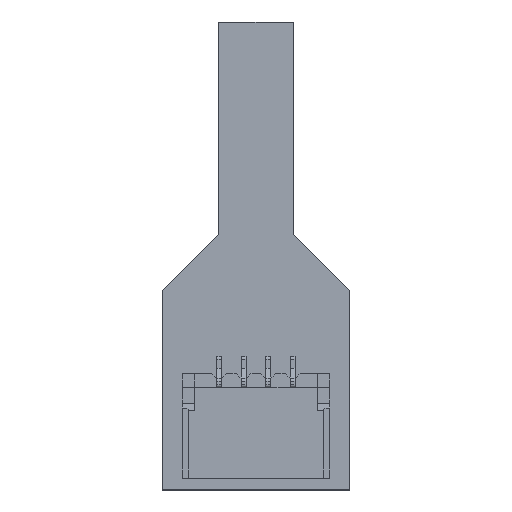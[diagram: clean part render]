
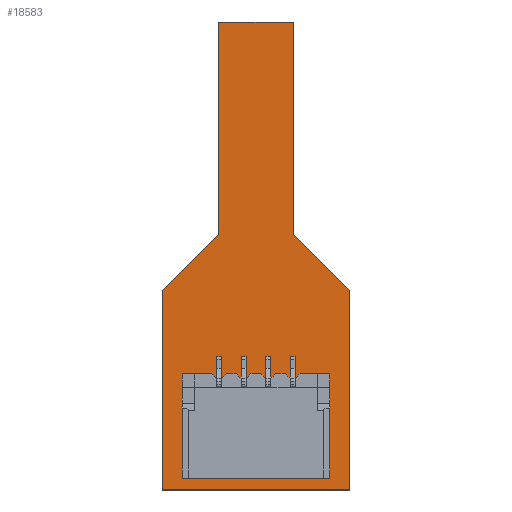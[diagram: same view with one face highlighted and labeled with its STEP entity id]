
A CAD part, top view. The second image highlights one B-rep face of the part: STEP entity #18583.
In plain terms, the highlighted planar face has unit normal (0, 0, 1).
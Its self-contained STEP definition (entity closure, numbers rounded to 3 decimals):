
#17961 = VERTEX_POINT('',#17962);
#17962 = CARTESIAN_POINT('',(114.76,-75.372,1.1));
#17969 = PLANE('',#17970);
#17970 = AXIS2_PLACEMENT_3D('',#17971,#17972,#17973);
#17971 = CARTESIAN_POINT('',(114.76,-75.372,0.));
#17972 = DIRECTION('',(-0.707,-0.707,0.));
#17973 = DIRECTION('',(-0.707,0.707,0.));
#17981 = PLANE('',#17982);
#17982 = AXIS2_PLACEMENT_3D('',#17983,#17984,#17985);
#17983 = CARTESIAN_POINT('',(114.76,-83.5,0.));
#17984 = DIRECTION('',(-1.,0.,0.));
#17985 = DIRECTION('',(0.,1.,0.));
#17993 = EDGE_CURVE('',#17961,#17994,#17996,.T.);
#17994 = VERTEX_POINT('',#17995);
#17995 = CARTESIAN_POINT('',(112.474,-73.086,1.1));
#17996 = SURFACE_CURVE('',#17997,(#18001,#18008),.PCURVE_S1.);
#17997 = LINE('',#17998,#17999);
#17998 = CARTESIAN_POINT('',(114.76,-75.372,1.1));
#17999 = VECTOR('',#18000,1.);
#18000 = DIRECTION('',(-0.707,0.707,0.));
#18001 = PCURVE('',#17969,#18002);
#18002 = DEFINITIONAL_REPRESENTATION('',(#18003),#18007);
#18003 = LINE('',#18004,#18005);
#18004 = CARTESIAN_POINT('',(0.,-1.1));
#18005 = VECTOR('',#18006,1.);
#18006 = DIRECTION('',(1.,0.));
#18007 = ( GEOMETRIC_REPRESENTATION_CONTEXT(2) 
PARAMETRIC_REPRESENTATION_CONTEXT() REPRESENTATION_CONTEXT('2D SPACE',''
  ) );
#18008 = PCURVE('',#18009,#18014);
#18009 = PLANE('',#18010);
#18010 = AXIS2_PLACEMENT_3D('',#18011,#18012,#18013);
#18011 = CARTESIAN_POINT('',(110.95,-74.844,1.1));
#18012 = DIRECTION('',(0.,0.,1.));
#18013 = DIRECTION('',(1.,0.,-0.));
#18014 = DEFINITIONAL_REPRESENTATION('',(#18015),#18019);
#18015 = LINE('',#18016,#18017);
#18016 = CARTESIAN_POINT('',(3.81,-0.528));
#18017 = VECTOR('',#18018,1.);
#18018 = DIRECTION('',(-0.707,0.707));
#18019 = ( GEOMETRIC_REPRESENTATION_CONTEXT(2) 
PARAMETRIC_REPRESENTATION_CONTEXT() REPRESENTATION_CONTEXT('2D SPACE',''
  ) );
#18037 = PLANE('',#18038);
#18038 = AXIS2_PLACEMENT_3D('',#18039,#18040,#18041);
#18039 = CARTESIAN_POINT('',(112.474,-73.086,0.));
#18040 = DIRECTION('',(-1.,0.,0.));
#18041 = DIRECTION('',(0.,1.,0.));
#18079 = EDGE_CURVE('',#17994,#18080,#18082,.T.);
#18080 = VERTEX_POINT('',#18081);
#18081 = CARTESIAN_POINT('',(112.474,-64.45,1.1));
#18082 = SURFACE_CURVE('',#18083,(#18087,#18094),.PCURVE_S1.);
#18083 = LINE('',#18084,#18085);
#18084 = CARTESIAN_POINT('',(112.474,-73.086,1.1));
#18085 = VECTOR('',#18086,1.);
#18086 = DIRECTION('',(0.,1.,0.));
#18087 = PCURVE('',#18037,#18088);
#18088 = DEFINITIONAL_REPRESENTATION('',(#18089),#18093);
#18089 = LINE('',#18090,#18091);
#18090 = CARTESIAN_POINT('',(0.,-1.1));
#18091 = VECTOR('',#18092,1.);
#18092 = DIRECTION('',(1.,0.));
#18093 = ( GEOMETRIC_REPRESENTATION_CONTEXT(2) 
PARAMETRIC_REPRESENTATION_CONTEXT() REPRESENTATION_CONTEXT('2D SPACE',''
  ) );
#18094 = PCURVE('',#18009,#18095);
#18095 = DEFINITIONAL_REPRESENTATION('',(#18096),#18100);
#18096 = LINE('',#18097,#18098);
#18097 = CARTESIAN_POINT('',(1.524,1.758));
#18098 = VECTOR('',#18099,1.);
#18099 = DIRECTION('',(0.,1.));
#18100 = ( GEOMETRIC_REPRESENTATION_CONTEXT(2) 
PARAMETRIC_REPRESENTATION_CONTEXT() REPRESENTATION_CONTEXT('2D SPACE',''
  ) );
#18118 = PLANE('',#18119);
#18119 = AXIS2_PLACEMENT_3D('',#18120,#18121,#18122);
#18120 = CARTESIAN_POINT('',(112.474,-64.45,0.));
#18121 = DIRECTION('',(0.,-1.,0.));
#18122 = DIRECTION('',(-1.,0.,0.));
#18155 = EDGE_CURVE('',#18080,#18156,#18158,.T.);
#18156 = VERTEX_POINT('',#18157);
#18157 = CARTESIAN_POINT('',(109.426,-64.45,1.1));
#18158 = SURFACE_CURVE('',#18159,(#18163,#18170),.PCURVE_S1.);
#18159 = LINE('',#18160,#18161);
#18160 = CARTESIAN_POINT('',(112.474,-64.45,1.1));
#18161 = VECTOR('',#18162,1.);
#18162 = DIRECTION('',(-1.,0.,0.));
#18163 = PCURVE('',#18118,#18164);
#18164 = DEFINITIONAL_REPRESENTATION('',(#18165),#18169);
#18165 = LINE('',#18166,#18167);
#18166 = CARTESIAN_POINT('',(0.,-1.1));
#18167 = VECTOR('',#18168,1.);
#18168 = DIRECTION('',(1.,0.));
#18169 = ( GEOMETRIC_REPRESENTATION_CONTEXT(2) 
PARAMETRIC_REPRESENTATION_CONTEXT() REPRESENTATION_CONTEXT('2D SPACE',''
  ) );
#18170 = PCURVE('',#18009,#18171);
#18171 = DEFINITIONAL_REPRESENTATION('',(#18172),#18176);
#18172 = LINE('',#18173,#18174);
#18173 = CARTESIAN_POINT('',(1.524,10.394));
#18174 = VECTOR('',#18175,1.);
#18175 = DIRECTION('',(-1.,0.));
#18176 = ( GEOMETRIC_REPRESENTATION_CONTEXT(2) 
PARAMETRIC_REPRESENTATION_CONTEXT() REPRESENTATION_CONTEXT('2D SPACE',''
  ) );
#18194 = PLANE('',#18195);
#18195 = AXIS2_PLACEMENT_3D('',#18196,#18197,#18198);
#18196 = CARTESIAN_POINT('',(109.426,-64.45,0.));
#18197 = DIRECTION('',(1.,0.,-0.));
#18198 = DIRECTION('',(0.,-1.,0.));
#18231 = EDGE_CURVE('',#18156,#18232,#18234,.T.);
#18232 = VERTEX_POINT('',#18233);
#18233 = CARTESIAN_POINT('',(109.426,-73.086,1.1));
#18234 = SURFACE_CURVE('',#18235,(#18239,#18246),.PCURVE_S1.);
#18235 = LINE('',#18236,#18237);
#18236 = CARTESIAN_POINT('',(109.426,-64.45,1.1));
#18237 = VECTOR('',#18238,1.);
#18238 = DIRECTION('',(0.,-1.,0.));
#18239 = PCURVE('',#18194,#18240);
#18240 = DEFINITIONAL_REPRESENTATION('',(#18241),#18245);
#18241 = LINE('',#18242,#18243);
#18242 = CARTESIAN_POINT('',(0.,-1.1));
#18243 = VECTOR('',#18244,1.);
#18244 = DIRECTION('',(1.,0.));
#18245 = ( GEOMETRIC_REPRESENTATION_CONTEXT(2) 
PARAMETRIC_REPRESENTATION_CONTEXT() REPRESENTATION_CONTEXT('2D SPACE',''
  ) );
#18246 = PCURVE('',#18009,#18247);
#18247 = DEFINITIONAL_REPRESENTATION('',(#18248),#18252);
#18248 = LINE('',#18249,#18250);
#18249 = CARTESIAN_POINT('',(-1.524,10.394));
#18250 = VECTOR('',#18251,1.);
#18251 = DIRECTION('',(0.,-1.));
#18252 = ( GEOMETRIC_REPRESENTATION_CONTEXT(2) 
PARAMETRIC_REPRESENTATION_CONTEXT() REPRESENTATION_CONTEXT('2D SPACE',''
  ) );
#18270 = PLANE('',#18271);
#18271 = AXIS2_PLACEMENT_3D('',#18272,#18273,#18274);
#18272 = CARTESIAN_POINT('',(109.426,-73.086,0.));
#18273 = DIRECTION('',(0.707,-0.707,0.));
#18274 = DIRECTION('',(-0.707,-0.707,0.));
#18307 = EDGE_CURVE('',#18232,#18308,#18310,.T.);
#18308 = VERTEX_POINT('',#18309);
#18309 = CARTESIAN_POINT('',(107.14,-75.372,1.1));
#18310 = SURFACE_CURVE('',#18311,(#18315,#18322),.PCURVE_S1.);
#18311 = LINE('',#18312,#18313);
#18312 = CARTESIAN_POINT('',(109.426,-73.086,1.1));
#18313 = VECTOR('',#18314,1.);
#18314 = DIRECTION('',(-0.707,-0.707,0.));
#18315 = PCURVE('',#18270,#18316);
#18316 = DEFINITIONAL_REPRESENTATION('',(#18317),#18321);
#18317 = LINE('',#18318,#18319);
#18318 = CARTESIAN_POINT('',(0.,-1.1));
#18319 = VECTOR('',#18320,1.);
#18320 = DIRECTION('',(1.,0.));
#18321 = ( GEOMETRIC_REPRESENTATION_CONTEXT(2) 
PARAMETRIC_REPRESENTATION_CONTEXT() REPRESENTATION_CONTEXT('2D SPACE',''
  ) );
#18322 = PCURVE('',#18009,#18323);
#18323 = DEFINITIONAL_REPRESENTATION('',(#18324),#18328);
#18324 = LINE('',#18325,#18326);
#18325 = CARTESIAN_POINT('',(-1.524,1.758));
#18326 = VECTOR('',#18327,1.);
#18327 = DIRECTION('',(-0.707,-0.707));
#18328 = ( GEOMETRIC_REPRESENTATION_CONTEXT(2) 
PARAMETRIC_REPRESENTATION_CONTEXT() REPRESENTATION_CONTEXT('2D SPACE',''
  ) );
#18346 = PLANE('',#18347);
#18347 = AXIS2_PLACEMENT_3D('',#18348,#18349,#18350);
#18348 = CARTESIAN_POINT('',(107.14,-75.372,0.));
#18349 = DIRECTION('',(1.,0.,-0.));
#18350 = DIRECTION('',(0.,-1.,0.));
#18383 = EDGE_CURVE('',#18308,#18384,#18386,.T.);
#18384 = VERTEX_POINT('',#18385);
#18385 = CARTESIAN_POINT('',(107.14,-83.5,1.1));
#18386 = SURFACE_CURVE('',#18387,(#18391,#18398),.PCURVE_S1.);
#18387 = LINE('',#18388,#18389);
#18388 = CARTESIAN_POINT('',(107.14,-75.372,1.1));
#18389 = VECTOR('',#18390,1.);
#18390 = DIRECTION('',(0.,-1.,0.));
#18391 = PCURVE('',#18346,#18392);
#18392 = DEFINITIONAL_REPRESENTATION('',(#18393),#18397);
#18393 = LINE('',#18394,#18395);
#18394 = CARTESIAN_POINT('',(0.,-1.1));
#18395 = VECTOR('',#18396,1.);
#18396 = DIRECTION('',(1.,0.));
#18397 = ( GEOMETRIC_REPRESENTATION_CONTEXT(2) 
PARAMETRIC_REPRESENTATION_CONTEXT() REPRESENTATION_CONTEXT('2D SPACE',''
  ) );
#18398 = PCURVE('',#18009,#18399);
#18399 = DEFINITIONAL_REPRESENTATION('',(#18400),#18404);
#18400 = LINE('',#18401,#18402);
#18401 = CARTESIAN_POINT('',(-3.81,-0.528));
#18402 = VECTOR('',#18403,1.);
#18403 = DIRECTION('',(0.,-1.));
#18404 = ( GEOMETRIC_REPRESENTATION_CONTEXT(2) 
PARAMETRIC_REPRESENTATION_CONTEXT() REPRESENTATION_CONTEXT('2D SPACE',''
  ) );
#18422 = PLANE('',#18423);
#18423 = AXIS2_PLACEMENT_3D('',#18424,#18425,#18426);
#18424 = CARTESIAN_POINT('',(107.14,-83.5,0.));
#18425 = DIRECTION('',(0.,1.,0.));
#18426 = DIRECTION('',(1.,0.,0.));
#18459 = EDGE_CURVE('',#18384,#18460,#18462,.T.);
#18460 = VERTEX_POINT('',#18461);
#18461 = CARTESIAN_POINT('',(114.76,-83.5,1.1));
#18462 = SURFACE_CURVE('',#18463,(#18467,#18474),.PCURVE_S1.);
#18463 = LINE('',#18464,#18465);
#18464 = CARTESIAN_POINT('',(107.14,-83.5,1.1));
#18465 = VECTOR('',#18466,1.);
#18466 = DIRECTION('',(1.,0.,0.));
#18467 = PCURVE('',#18422,#18468);
#18468 = DEFINITIONAL_REPRESENTATION('',(#18469),#18473);
#18469 = LINE('',#18470,#18471);
#18470 = CARTESIAN_POINT('',(0.,-1.1));
#18471 = VECTOR('',#18472,1.);
#18472 = DIRECTION('',(1.,0.));
#18473 = ( GEOMETRIC_REPRESENTATION_CONTEXT(2) 
PARAMETRIC_REPRESENTATION_CONTEXT() REPRESENTATION_CONTEXT('2D SPACE',''
  ) );
#18474 = PCURVE('',#18009,#18475);
#18475 = DEFINITIONAL_REPRESENTATION('',(#18476),#18480);
#18476 = LINE('',#18477,#18478);
#18477 = CARTESIAN_POINT('',(-3.81,-8.656));
#18478 = VECTOR('',#18479,1.);
#18479 = DIRECTION('',(1.,0.));
#18480 = ( GEOMETRIC_REPRESENTATION_CONTEXT(2) 
PARAMETRIC_REPRESENTATION_CONTEXT() REPRESENTATION_CONTEXT('2D SPACE',''
  ) );
#18530 = EDGE_CURVE('',#18460,#17961,#18531,.T.);
#18531 = SURFACE_CURVE('',#18532,(#18536,#18543),.PCURVE_S1.);
#18532 = LINE('',#18533,#18534);
#18533 = CARTESIAN_POINT('',(114.76,-83.5,1.1));
#18534 = VECTOR('',#18535,1.);
#18535 = DIRECTION('',(0.,1.,0.));
#18536 = PCURVE('',#17981,#18537);
#18537 = DEFINITIONAL_REPRESENTATION('',(#18538),#18542);
#18538 = LINE('',#18539,#18540);
#18539 = CARTESIAN_POINT('',(0.,-1.1));
#18540 = VECTOR('',#18541,1.);
#18541 = DIRECTION('',(1.,0.));
#18542 = ( GEOMETRIC_REPRESENTATION_CONTEXT(2) 
PARAMETRIC_REPRESENTATION_CONTEXT() REPRESENTATION_CONTEXT('2D SPACE',''
  ) );
#18543 = PCURVE('',#18009,#18544);
#18544 = DEFINITIONAL_REPRESENTATION('',(#18545),#18549);
#18545 = LINE('',#18546,#18547);
#18546 = CARTESIAN_POINT('',(3.81,-8.656));
#18547 = VECTOR('',#18548,1.);
#18548 = DIRECTION('',(0.,1.));
#18549 = ( GEOMETRIC_REPRESENTATION_CONTEXT(2) 
PARAMETRIC_REPRESENTATION_CONTEXT() REPRESENTATION_CONTEXT('2D SPACE',''
  ) );
#18583 = ADVANCED_FACE('',(#18584),#18009,.T.);
#18584 = FACE_BOUND('',#18585,.T.);
#18585 = EDGE_LOOP('',(#18586,#18587,#18588,#18589,#18590,#18591,#18592,
    #18593));
#18586 = ORIENTED_EDGE('',*,*,#17993,.T.);
#18587 = ORIENTED_EDGE('',*,*,#18079,.T.);
#18588 = ORIENTED_EDGE('',*,*,#18155,.T.);
#18589 = ORIENTED_EDGE('',*,*,#18231,.T.);
#18590 = ORIENTED_EDGE('',*,*,#18307,.T.);
#18591 = ORIENTED_EDGE('',*,*,#18383,.T.);
#18592 = ORIENTED_EDGE('',*,*,#18459,.T.);
#18593 = ORIENTED_EDGE('',*,*,#18530,.T.);
